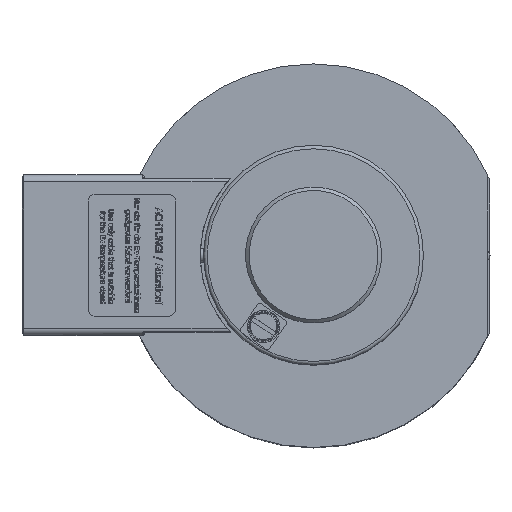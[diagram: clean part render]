
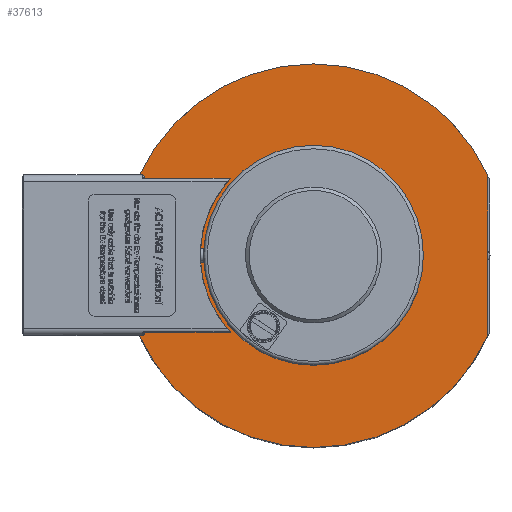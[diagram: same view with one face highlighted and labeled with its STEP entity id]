
A CAD part, top view. The second image highlights one B-rep face of the part: STEP entity #37613.
In plain terms, the highlighted planar face has unit normal (0, 0, 1).
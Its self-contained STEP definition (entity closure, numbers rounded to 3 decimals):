
#4436=LINE('',#67873,#8083);
#4440=LINE('',#67885,#8087);
#8083=VECTOR('',#45483,45.826);
#8087=VECTOR('',#45497,45.826);
#10892=PLANE('',#39028);
#11141=FACE_BOUND('',#15338,.T.);
#13153=FACE_OUTER_BOUND('',#15337,.T.);
#15337=EDGE_LOOP('',(#35563,#35564,#35565,#35566));
#15338=EDGE_LOOP('',(#35567));
#15486=CIRCLE('',#39022,25.);
#15487=CIRCLE('',#39024,55.);
#15488=CIRCLE('',#39027,55.);
#19126=VERTEX_POINT('',#67870);
#19127=VERTEX_POINT('',#67872);
#19128=VERTEX_POINT('',#67876);
#19129=VERTEX_POINT('',#67879);
#19130=VERTEX_POINT('',#67883);
#24602=EDGE_CURVE('',#19126,#19127,#4436,.T.);
#24604=EDGE_CURVE('',#19128,#19128,#15486,.T.);
#24606=EDGE_CURVE('',#19129,#19126,#15487,.T.);
#24608=EDGE_CURVE('',#19130,#19129,#4440,.T.);
#24609=EDGE_CURVE('',#19127,#19130,#15488,.T.);
#35563=ORIENTED_EDGE('',*,*,#24606,.F.);
#35564=ORIENTED_EDGE('',*,*,#24608,.F.);
#35565=ORIENTED_EDGE('',*,*,#24609,.F.);
#35566=ORIENTED_EDGE('',*,*,#24602,.F.);
#35567=ORIENTED_EDGE('',*,*,#24604,.T.);
#37613=ADVANCED_FACE('',(#13153,#11141),#10892,.T.);
#39022=AXIS2_PLACEMENT_3D('',#67877,#45487,#45488);
#39024=AXIS2_PLACEMENT_3D('',#67881,#45492,#45493);
#39027=AXIS2_PLACEMENT_3D('',#67887,#45500,#45501);
#39028=AXIS2_PLACEMENT_3D('',#67888,#45502,#45503);
#45483=DIRECTION('',(0.,-1.,0.));
#45487=DIRECTION('center_axis',(0.,0.,
-1.));
#45488=DIRECTION('ref_axis',(-1.,0.,0.));
#45492=DIRECTION('center_axis',(0.,0.,
-1.));
#45493=DIRECTION('ref_axis',(0.909,0.417,0.));
#45497=DIRECTION('',(0.,1.,0.));
#45500=DIRECTION('center_axis',(0.,0.,
-1.));
#45501=DIRECTION('ref_axis',(-0.909,-0.417,0.));
#45502=DIRECTION('center_axis',(0.,0.,
1.));
#45503=DIRECTION('ref_axis',(1.,0.,0.));
#67870=CARTESIAN_POINT('',(50.,22.913,88.));
#67872=CARTESIAN_POINT('',(50.,-22.913,88.));
#67873=CARTESIAN_POINT('',(50.,-22.913,88.));
#67876=CARTESIAN_POINT('',(25.,0.,88.));
#67877=CARTESIAN_POINT('Origin',(0.,0.,
88.));
#67879=CARTESIAN_POINT('',(-50.,22.913,88.));
#67881=CARTESIAN_POINT('Origin',(0.,0.,
88.));
#67883=CARTESIAN_POINT('',(-50.,-22.913,88.));
#67885=CARTESIAN_POINT('',(-50.,22.913,88.));
#67887=CARTESIAN_POINT('Origin',(0.,0.,
88.));
#67888=CARTESIAN_POINT('Origin',(0.,0.,
88.));
